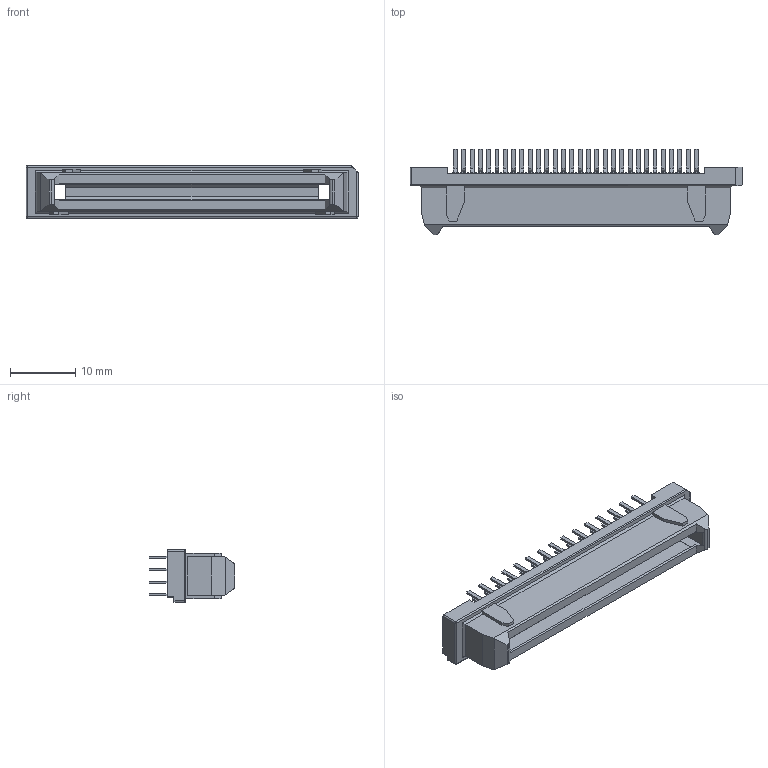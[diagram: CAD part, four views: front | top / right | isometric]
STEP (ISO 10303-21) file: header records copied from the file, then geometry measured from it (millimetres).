
FILE_DESCRIPTION (( 'STEP AP203' ), '1' );
FILE_NAME ('K3D-TX24-60R-6ST-N1E-V3_JAE_Proprietary.STEP', '2015-02-05T07:13:57', ( '' ), ( '' ), 'SwSTEP 2.0', 'SolidWorks 2014', '' );
FILE_SCHEMA (( 'CONFIG_CONTROL_DESIGN' ));
Length unit declared in the file: millimetre
Products named in the file (1): K3D-TX24-60R-6ST-N1E-V3_JAE_Proprietary
Bounding box: 50.7 x 13.1 x 8 mm (x, y, z)
Volume: 2039.3 mm3; surface area: 2724.7 mm2
Topology: 1 solids, 1 shells, 1118 faces, 3167 edges, 2105 vertices
Faces by surface type: plane 862, cylinder 253, sphere 3
Entity records: 36009 total; most frequent: CARTESIAN_POINT 6406, ORIENTED_EDGE 6328, DIRECTION 5896, EDGE_CURVE 3164, LINE 2658, VECTOR 2658, VERTEX_POINT 2105, AXIS2_PLACEMENT_3D 1619
